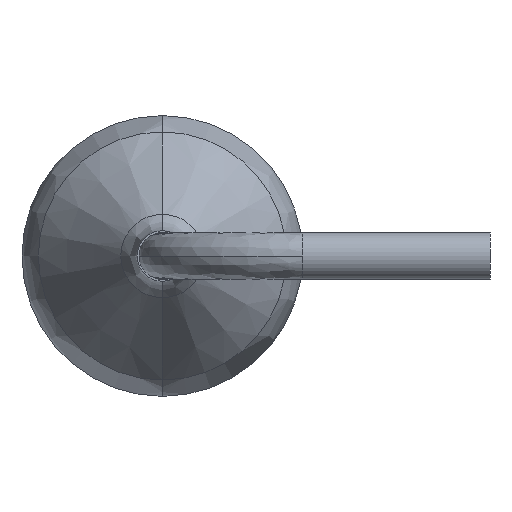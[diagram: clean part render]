
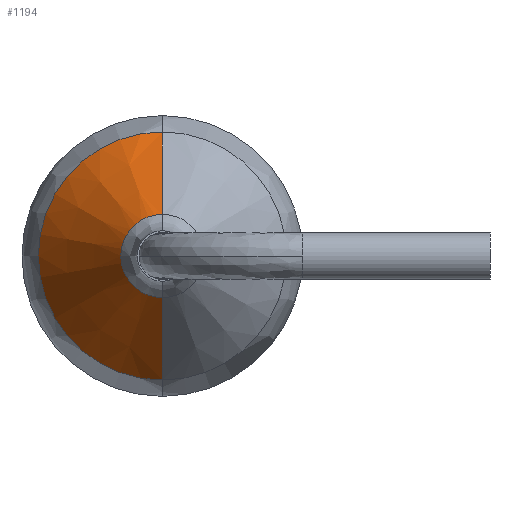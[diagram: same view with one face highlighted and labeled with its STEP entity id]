
A CAD part, left-side view. The second image highlights one B-rep face of the part: STEP entity #1194.
In plain terms, the highlighted conical face has half-angle 34.346 degrees and reference radius 1.326 mm.
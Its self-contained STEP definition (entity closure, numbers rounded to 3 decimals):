
#16 = DIRECTION ( 'NONE',  ( 0., 0., -1. ) ) ;
#32 = CARTESIAN_POINT ( 'NONE',  ( -2.255, 1.5, 1.326 ) ) ;
#52 = CIRCLE ( 'NONE', #292, 0.444 ) ;
#58 = CARTESIAN_POINT ( 'NONE',  ( -3.545, 1.5, -0.444 ) ) ;
#71 = DIRECTION ( 'NONE',  ( 1., 0., 0. ) ) ;
#126 = VERTEX_POINT ( 'NONE', #32 ) ;
#292 = AXIS2_PLACEMENT_3D ( 'NONE', #999, #950, #16 ) ;
#293 = ORIENTED_EDGE ( 'NONE', *, *, #593, .F. ) ;
#338 = VERTEX_POINT ( 'NONE', #1485 ) ;
#430 = CARTESIAN_POINT ( 'NONE',  ( -2.255, 1.5, -1.326 ) ) ;
#470 = FACE_OUTER_BOUND ( 'NONE', #566, .T. ) ;
#566 = EDGE_LOOP ( 'NONE', ( #725, #1426, #1399, #293 ) ) ;
#580 = VECTOR ( 'NONE', #755, 1000. ) ;
#593 = EDGE_CURVE ( 'NONE', #1493, #338, #726, .T. ) ;
#651 = CARTESIAN_POINT ( 'NONE',  ( -2.255, 1.5, 1.326 ) ) ;
#725 = ORIENTED_EDGE ( 'NONE', *, *, #800, .T. ) ;
#726 = LINE ( 'NONE', #430, #580 ) ;
#755 = DIRECTION ( 'NONE',  ( 0.826, 0., -0.564 ) ) ;
#800 = EDGE_CURVE ( 'NONE', #1493, #1320, #52, .T. ) ;
#811 = AXIS2_PLACEMENT_3D ( 'NONE', #1356, #71, #1103 ) ;
#923 = LINE ( 'NONE', #651, #1152 ) ;
#950 = DIRECTION ( 'NONE',  ( 1., 0., 0. ) ) ;
#965 = CIRCLE ( 'NONE', #1170, 1.326 ) ;
#999 = CARTESIAN_POINT ( 'NONE',  ( -3.545, 1.5, 0. ) ) ;
#1005 = DIRECTION ( 'NONE',  ( 1., 0., 0. ) ) ;
#1010 = CARTESIAN_POINT ( 'NONE',  ( -2.255, 1.5, 0. ) ) ;
#1011 = CONICAL_SURFACE ( 'NONE', #811, 1.326, 0.599 ) ;
#1103 = DIRECTION ( 'NONE',  ( 0., 0., -1. ) ) ;
#1152 = VECTOR ( 'NONE', #1220, 1000. ) ;
#1170 = AXIS2_PLACEMENT_3D ( 'NONE', #1010, #1005, #1468 ) ;
#1186 = EDGE_CURVE ( 'NONE', #1320, #126, #923, .T. ) ;
#1194 = ADVANCED_FACE ( 'NONE', ( #470 ), #1011, .T. ) ;
#1220 = DIRECTION ( 'NONE',  ( 0.826, 0., 0.564 ) ) ;
#1320 = VERTEX_POINT ( 'NONE', #1364 ) ;
#1356 = CARTESIAN_POINT ( 'NONE',  ( -2.255, 1.5, 0. ) ) ;
#1364 = CARTESIAN_POINT ( 'NONE',  ( -3.545, 1.5, 0.444 ) ) ;
#1399 = ORIENTED_EDGE ( 'NONE', *, *, #1499, .F. ) ;
#1426 = ORIENTED_EDGE ( 'NONE', *, *, #1186, .T. ) ;
#1468 = DIRECTION ( 'NONE',  ( 0., 0., 1. ) ) ;
#1485 = CARTESIAN_POINT ( 'NONE',  ( -2.255, 1.5, -1.326 ) ) ;
#1493 = VERTEX_POINT ( 'NONE', #58 ) ;
#1499 = EDGE_CURVE ( 'NONE', #338, #126, #965, .T. ) ;
